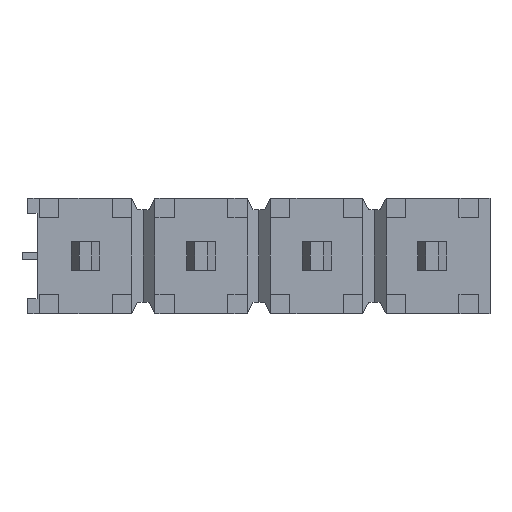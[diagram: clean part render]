
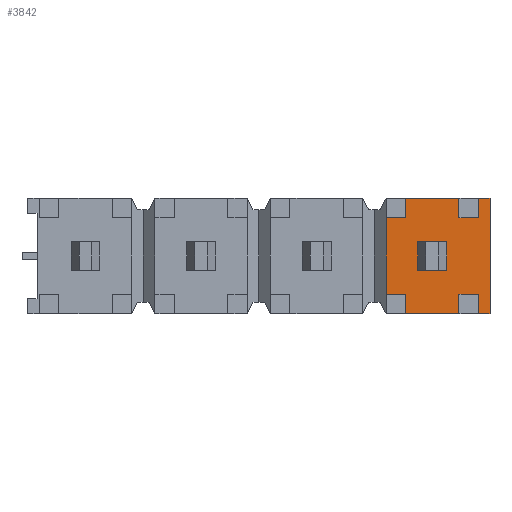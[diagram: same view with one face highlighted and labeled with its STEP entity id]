
A CAD part, front view. The second image highlights one B-rep face of the part: STEP entity #3842.
In plain terms, the highlighted planar face has unit normal (0, -1, 0).
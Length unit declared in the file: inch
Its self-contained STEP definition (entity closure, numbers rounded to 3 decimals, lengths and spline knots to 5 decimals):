
#891=ORIENTED_EDGE('',*,*,#1579,.T.);
#892=ORIENTED_EDGE('',*,*,#1352,.T.);
#893=ORIENTED_EDGE('',*,*,#1482,.T.);
#894=ORIENTED_EDGE('',*,*,#1597,.T.);
#895=ORIENTED_EDGE('',*,*,#1509,.F.);
#896=ORIENTED_EDGE('',*,*,#1348,.T.);
#897=ORIENTED_EDGE('',*,*,#1514,.T.);
#898=ORIENTED_EDGE('',*,*,#1598,.T.);
#899=ORIENTED_EDGE('',*,*,#1325,.F.);
#900=ORIENTED_EDGE('',*,*,#1599,.F.);
#901=ORIENTED_EDGE('',*,*,#1515,.T.);
#902=ORIENTED_EDGE('',*,*,#1413,.T.);
#903=ORIENTED_EDGE('',*,*,#1512,.F.);
#904=ORIENTED_EDGE('',*,*,#1600,.F.);
#905=ORIENTED_EDGE('',*,*,#1483,.T.);
#906=ORIENTED_EDGE('',*,*,#1409,.T.);
#907=ORIENTED_EDGE('',*,*,#1557,.F.);
#908=ORIENTED_EDGE('',*,*,#1524,.F.);
#909=ORIENTED_EDGE('',*,*,#1521,.F.);
#910=ORIENTED_EDGE('',*,*,#1518,.F.);
#1325=EDGE_CURVE('',#1790,#1784,#2191,.T.);
#1348=EDGE_CURVE('',#1809,#1808,#2214,.T.);
#1352=EDGE_CURVE('',#1813,#1812,#2218,.T.);
#1409=EDGE_CURVE('',#1850,#1849,#2275,.T.);
#1413=EDGE_CURVE('',#1854,#1853,#2279,.T.);
#1482=EDGE_CURVE('',#1812,#1891,#2348,.T.);
#1483=EDGE_CURVE('',#1892,#1850,#2349,.T.);
#1509=EDGE_CURVE('',#1809,#1905,#2375,.T.);
#1512=EDGE_CURVE('',#1906,#1853,#2378,.T.);
#1514=EDGE_CURVE('',#1808,#1907,#2380,.T.);
#1515=EDGE_CURVE('',#1908,#1854,#2381,.T.);
#1518=EDGE_CURVE('',#1910,#1911,#2384,.T.);
#1521=EDGE_CURVE('',#1911,#1913,#2387,.T.);
#1524=EDGE_CURVE('',#1913,#1915,#2390,.T.);
#1557=EDGE_CURVE('',#1915,#1910,#2423,.T.);
#1579=EDGE_CURVE('',#1849,#1813,#2445,.T.);
#1597=EDGE_CURVE('',#1891,#1905,#2463,.T.);
#1598=EDGE_CURVE('',#1907,#1784,#2464,.T.);
#1599=EDGE_CURVE('',#1908,#1790,#2465,.T.);
#1600=EDGE_CURVE('',#1892,#1906,#2466,.T.);
#1784=VERTEX_POINT('',#5538);
#1790=VERTEX_POINT('',#5550);
#1808=VERTEX_POINT('',#5594);
#1809=VERTEX_POINT('',#5596);
#1812=VERTEX_POINT('',#5602);
#1813=VERTEX_POINT('',#5604);
#1849=VERTEX_POINT('',#5702);
#1850=VERTEX_POINT('',#5704);
#1853=VERTEX_POINT('',#5710);
#1854=VERTEX_POINT('',#5712);
#1891=VERTEX_POINT('',#5848);
#1892=VERTEX_POINT('',#5852);
#1905=VERTEX_POINT('',#5904);
#1906=VERTEX_POINT('',#5908);
#1907=VERTEX_POINT('',#5912);
#1908=VERTEX_POINT('',#5916);
#1910=VERTEX_POINT('',#5921);
#1911=VERTEX_POINT('',#5923);
#1913=VERTEX_POINT('',#5929);
#1915=VERTEX_POINT('',#5935);
#2191=LINE('',#5551,#2721);
#2214=LINE('',#5595,#2744);
#2218=LINE('',#5603,#2748);
#2275=LINE('',#5703,#2805);
#2279=LINE('',#5711,#2809);
#2348=LINE('',#5849,#2878);
#2349=LINE('',#5851,#2879);
#2375=LINE('',#5903,#2905);
#2378=LINE('',#5909,#2908);
#2380=LINE('',#5913,#2910);
#2381=LINE('',#5915,#2911);
#2384=LINE('',#5922,#2914);
#2387=LINE('',#5928,#2917);
#2390=LINE('',#5934,#2920);
#2423=LINE('',#6003,#2953);
#2445=LINE('',#6044,#2975);
#2463=LINE('',#6079,#2993);
#2464=LINE('',#6080,#2994);
#2465=LINE('',#6081,#2995);
#2466=LINE('',#6082,#2996);
#2721=VECTOR('',#4514,39.37008);
#2744=VECTOR('',#4543,39.37008);
#2748=VECTOR('',#4547,39.37008);
#2805=VECTOR('',#4616,39.37008);
#2809=VECTOR('',#4620,39.37008);
#2878=VECTOR('',#4751,39.37008);
#2879=VECTOR('',#4754,39.37008);
#2905=VECTOR('',#4806,39.37008);
#2908=VECTOR('',#4811,39.37008);
#2910=VECTOR('',#4815,39.37008);
#2911=VECTOR('',#4818,39.37008);
#2914=VECTOR('',#4823,39.37008);
#2917=VECTOR('',#4828,39.37008);
#2920=VECTOR('',#4833,39.37008);
#2953=VECTOR('',#4886,39.37008);
#2975=VECTOR('',#4922,39.37008);
#2993=VECTOR('',#4966,39.37008);
#2994=VECTOR('',#4967,39.37008);
#2995=VECTOR('',#4968,39.37008);
#2996=VECTOR('',#4969,39.37008);
#3201=EDGE_LOOP('',(#891,#892,#893,#894,#895,#896,#897,#898,#899,#900,#901,
#902,#903,#904,#905,#906));
#3202=EDGE_LOOP('',(#907,#908,#909,#910));
#3425=FACE_BOUND('',#3201,.T.);
#3426=FACE_BOUND('',#3202,.T.);
#3635=PLANE('',#4076);
#3842=ADVANCED_FACE('',(#3425,#3426),#3635,.T.);
#4076=AXIS2_PLACEMENT_3D('',#6078,#4964,#4965);
#4514=DIRECTION('',(0.,0.,1.));
#4543=DIRECTION('',(-1.,0.,0.));
#4547=DIRECTION('',(-1.,0.,0.));
#4616=DIRECTION('',(1.,0.,0.));
#4620=DIRECTION('',(1.,0.,0.));
#4751=DIRECTION('',(0.,0.,-1.));
#4754=DIRECTION('',(0.,0.,-1.));
#4806=DIRECTION('',(0.,0.,-1.));
#4811=DIRECTION('',(0.,0.,-1.));
#4815=DIRECTION('',(0.,0.,-1.));
#4818=DIRECTION('',(0.,0.,-1.));
#4823=DIRECTION('',(1.,0.,0.));
#4828=DIRECTION('',(0.,0.,1.));
#4833=DIRECTION('',(-1.,0.,0.));
#4886=DIRECTION('',(0.,0.,-1.));
#4922=DIRECTION('',(0.,0.,1.));
#4964=DIRECTION('',(0.,-1.,0.));
#4965=DIRECTION('',(0.,0.,-1.));
#4966=DIRECTION('',(-1.,0.,0.));
#4967=DIRECTION('',(-1.,0.,0.));
#4968=DIRECTION('',(-1.,0.,0.));
#4969=DIRECTION('',(-1.,0.,0.));
#5538=CARTESIAN_POINT('',(0.11,0.02,0.033));
#5550=CARTESIAN_POINT('',(0.11,0.02,-0.033));
#5551=CARTESIAN_POINT('',(0.11,0.02,0.4));
#5594=CARTESIAN_POINT('',(0.12688,0.02,0.05));
#5595=CARTESIAN_POINT('',(-0.2,0.02,0.05));
#5596=CARTESIAN_POINT('',(0.17312,0.02,0.05));
#5602=CARTESIAN_POINT('',(0.19012,0.02,0.05));
#5603=CARTESIAN_POINT('',(-0.2,0.02,0.05));
#5604=CARTESIAN_POINT('',(0.2,0.02,0.05));
#5702=CARTESIAN_POINT('',(0.2,0.02,-0.05));
#5703=CARTESIAN_POINT('',(0.2,0.02,-0.05));
#5704=CARTESIAN_POINT('',(0.19012,0.02,-0.05));
#5710=CARTESIAN_POINT('',(0.17312,0.02,-0.05));
#5711=CARTESIAN_POINT('',(0.2,0.02,-0.05));
#5712=CARTESIAN_POINT('',(0.12688,0.02,-0.05));
#5848=CARTESIAN_POINT('',(0.19012,0.02,0.033));
#5849=CARTESIAN_POINT('',(0.19012,0.02,0.1));
#5851=CARTESIAN_POINT('',(0.19012,0.02,0.1));
#5852=CARTESIAN_POINT('',(0.19012,0.02,-0.033));
#5903=CARTESIAN_POINT('',(0.17312,0.02,0.1));
#5904=CARTESIAN_POINT('',(0.17312,0.02,0.033));
#5908=CARTESIAN_POINT('',(0.17312,0.02,-0.033));
#5909=CARTESIAN_POINT('',(0.17312,0.02,0.1));
#5912=CARTESIAN_POINT('',(0.12688,0.02,0.033));
#5913=CARTESIAN_POINT('',(0.12688,0.02,0.1));
#5915=CARTESIAN_POINT('',(0.12688,0.02,0.1));
#5916=CARTESIAN_POINT('',(0.12688,0.02,-0.033));
#5921=CARTESIAN_POINT('',(0.1375,0.02,-0.0125));
#5922=CARTESIAN_POINT('',(0.1625,0.02,-0.0125));
#5923=CARTESIAN_POINT('',(0.1625,0.02,-0.0125));
#5928=CARTESIAN_POINT('',(0.1625,0.02,0.0125));
#5929=CARTESIAN_POINT('',(0.1625,0.02,0.0125));
#5934=CARTESIAN_POINT('',(0.1375,0.02,0.0125));
#5935=CARTESIAN_POINT('',(0.1375,0.02,0.0125));
#6003=CARTESIAN_POINT('',(0.1375,0.02,-0.0125));
#6044=CARTESIAN_POINT('',(0.2,0.02,0.05));
#6078=CARTESIAN_POINT('',(0.23637,0.02,0.1));
#6079=CARTESIAN_POINT('',(0.4,0.02,0.033));
#6080=CARTESIAN_POINT('',(0.4,0.02,0.033));
#6081=CARTESIAN_POINT('',(0.4,0.02,-0.033));
#6082=CARTESIAN_POINT('',(0.4,0.02,-0.033));
